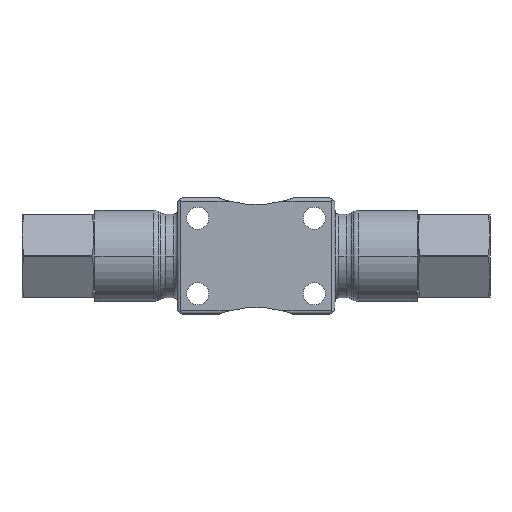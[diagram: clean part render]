
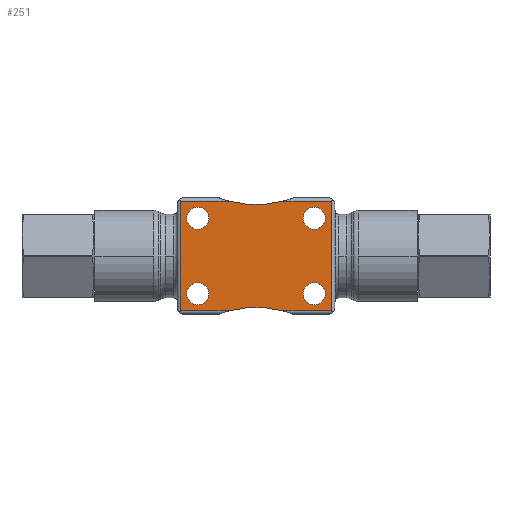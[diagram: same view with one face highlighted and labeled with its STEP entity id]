
A CAD part, front view. The second image highlights one B-rep face of the part: STEP entity #251.
In plain terms, the highlighted planar face has unit normal (0, -1, 0).
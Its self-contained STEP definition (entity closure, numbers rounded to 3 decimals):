
#251=ADVANCED_FACE('',(#689,#690,#691,#692,#693),#694,.F.);
#689=FACE_BOUND('',#1145,.T.);
#690=FACE_BOUND('',#1146,.T.);
#691=FACE_BOUND('',#1147,.T.);
#692=FACE_BOUND('',#1148,.T.);
#693=FACE_OUTER_BOUND('',#1149,.T.);
#694=PLANE('',#1150);
#1145=EDGE_LOOP('',(#2806,#2807));
#1146=EDGE_LOOP('',(#2808,#2809));
#1147=EDGE_LOOP('',(#2810,#2811));
#1148=EDGE_LOOP('',(#2812,#2813));
#1149=EDGE_LOOP('',(#2814,#2815,#2816,#2817,#2818,#2819,#2820,#2821));
#1150=AXIS2_PLACEMENT_3D('',#2822,#2823,#2824);
#2806=ORIENTED_EDGE('',*,*,#3162,.T.);
#2807=ORIENTED_EDGE('',*,*,#3157,.T.);
#2808=ORIENTED_EDGE('',*,*,#3199,.T.);
#2809=ORIENTED_EDGE('',*,*,#3149,.T.);
#2810=ORIENTED_EDGE('',*,*,#3212,.T.);
#2811=ORIENTED_EDGE('',*,*,#3141,.T.);
#2812=ORIENTED_EDGE('',*,*,#3225,.T.);
#2813=ORIENTED_EDGE('',*,*,#3133,.T.);
#2814=ORIENTED_EDGE('',*,*,#3435,.T.);
#2815=ORIENTED_EDGE('',*,*,#3445,.T.);
#2816=ORIENTED_EDGE('',*,*,#3457,.T.);
#2817=ORIENTED_EDGE('',*,*,#3458,.T.);
#2818=ORIENTED_EDGE('',*,*,#3449,.T.);
#2819=ORIENTED_EDGE('',*,*,#3459,.T.);
#2820=ORIENTED_EDGE('',*,*,#3460,.T.);
#2821=ORIENTED_EDGE('',*,*,#3438,.T.);
#2822=CARTESIAN_POINT('',(0.0,-9.099,0.0));
#2823=DIRECTION('',(0.0,1.0,0.0));
#2824=DIRECTION('',(0.0,0.0,1.0));
#3133=EDGE_CURVE('',#3841,#3853,#3855,.T.);
#3141=EDGE_CURVE('',#3857,#3869,#3871,.T.);
#3149=EDGE_CURVE('',#3873,#3885,#3887,.T.);
#3157=EDGE_CURVE('',#3889,#3901,#3903,.T.);
#3162=EDGE_CURVE('',#3901,#3889,#3911,.T.);
#3199=EDGE_CURVE('',#3885,#3873,#3970,.T.);
#3212=EDGE_CURVE('',#3869,#3857,#3990,.T.);
#3225=EDGE_CURVE('',#3853,#3841,#4010,.T.);
#3435=EDGE_CURVE('',#4303,#4301,#4304,.T.);
#3438=EDGE_CURVE('',#4308,#4303,#4309,.T.);
#3445=EDGE_CURVE('',#4301,#4319,#4321,.T.);
#3449=EDGE_CURVE('',#4327,#4324,#4328,.T.);
#3457=EDGE_CURVE('',#4319,#4339,#4340,.T.);
#3458=EDGE_CURVE('',#4339,#4327,#4341,.T.);
#3459=EDGE_CURVE('',#4324,#4342,#4343,.T.);
#3460=EDGE_CURVE('',#4342,#4308,#4344,.T.);
#3841=VERTEX_POINT('',#4979);
#3853=VERTEX_POINT('',#4994);
#3855=CIRCLE('',#4997,1.6);
#3857=VERTEX_POINT('',#4999);
#3869=VERTEX_POINT('',#5014);
#3871=CIRCLE('',#5017,1.6);
#3873=VERTEX_POINT('',#5019);
#3885=VERTEX_POINT('',#5034);
#3887=CIRCLE('',#5037,1.6);
#3889=VERTEX_POINT('',#5039);
#3901=VERTEX_POINT('',#5054);
#3903=CIRCLE('',#5057,1.6);
#3911=CIRCLE('',#5068,1.6);
#3970=CIRCLE('',#5181,1.6);
#3990=CIRCLE('',#5238,1.6);
#4010=CIRCLE('',#5295,1.6);
#4301=VERTEX_POINT('',#6348);
#4303=VERTEX_POINT('',#6367);
#4304=CIRCLE('',#6368,15.625);
#4308=VERTEX_POINT('',#6390);
#4309=LINE('',#6391,#6392);
#4319=VERTEX_POINT('',#6430);
#4321=LINE('',#6432,#6433);
#4324=VERTEX_POINT('',#6438);
#4327=VERTEX_POINT('',#6458);
#4328=CIRCLE('',#6459,15.625);
#4339=VERTEX_POINT('',#6493);
#4340=LINE('',#6494,#6495);
#4341=LINE('',#6496,#6497);
#4342=VERTEX_POINT('',#6498);
#4343=LINE('',#6499,#6500);
#4344=LINE('',#6501,#6502);
#4979=CARTESIAN_POINT('',(-6.9,-9.099,-5.5));
#4994=CARTESIAN_POINT('',(-10.1,-9.099,-5.5));
#4997=AXIS2_PLACEMENT_3D('',#7069,#7070,#7071);
#4999=CARTESIAN_POINT('',(-10.1,-9.099,5.5));
#5014=CARTESIAN_POINT('',(-6.9,-9.099,5.5));
#5017=AXIS2_PLACEMENT_3D('',#7085,#7086,#7087);
#5019=CARTESIAN_POINT('',(10.1,-9.099,-5.5));
#5034=CARTESIAN_POINT('',(6.9,-9.099,-5.5));
#5037=AXIS2_PLACEMENT_3D('',#7101,#7102,#7103);
#5039=CARTESIAN_POINT('',(6.9,-9.099,5.5));
#5054=CARTESIAN_POINT('',(10.1,-9.099,5.5));
#5057=AXIS2_PLACEMENT_3D('',#7117,#7118,#7119);
#5068=AXIS2_PLACEMENT_3D('',#7126,#7127,#7128);
#5181=AXIS2_PLACEMENT_3D('',#7183,#7184,#7185);
#5238=AXIS2_PLACEMENT_3D('',#7202,#7203,#7204);
#5295=AXIS2_PLACEMENT_3D('',#7221,#7222,#7223);
#6348=CARTESIAN_POINT('',(-3.921,-9.099,8.0));
#6367=CARTESIAN_POINT('',(3.921,-9.099,8.0));
#6368=AXIS2_PLACEMENT_3D('',#7578,#7579,#7580);
#6390=CARTESIAN_POINT('',(11.012,-9.099,8.0));
#6391=CARTESIAN_POINT('',(0.,-9.099,8.0));
#6392=VECTOR('',#7582,1.0);
#6430=CARTESIAN_POINT('',(-11.012,-9.099,8.0));
#6432=CARTESIAN_POINT('',(0.,-9.099,8.0));
#6433=VECTOR('',#7591,1.0);
#6438=CARTESIAN_POINT('',(3.921,-9.099,-8.0));
#6458=CARTESIAN_POINT('',(-3.921,-9.099,-8.0));
#6459=AXIS2_PLACEMENT_3D('',#7594,#7595,#7596);
#6493=CARTESIAN_POINT('',(-11.012,-9.099,-8.0));
#6494=CARTESIAN_POINT('',(-11.012,-9.099,0.));
#6495=VECTOR('',#7603,1.0);
#6496=CARTESIAN_POINT('',(0.,-9.099,-8.0));
#6497=VECTOR('',#7604,1.0);
#6498=CARTESIAN_POINT('',(11.012,-9.099,-8.0));
#6499=CARTESIAN_POINT('',(0.,-9.099,-8.0));
#6500=VECTOR('',#7605,1.0);
#6501=CARTESIAN_POINT('',(11.012,-9.099,0.));
#6502=VECTOR('',#7606,1.0);
#7069=CARTESIAN_POINT('',(-8.5,-9.099,-5.5));
#7070=DIRECTION('',(-0.0,1.0,0.0));
#7071=DIRECTION('',(1.0,0.0,0.0));
#7085=CARTESIAN_POINT('',(-8.5,-9.099,5.5));
#7086=DIRECTION('',(0.0,1.0,0.0));
#7087=DIRECTION('',(-1.0,0.0,0.));
#7101=CARTESIAN_POINT('',(8.5,-9.099,-5.5));
#7102=DIRECTION('',(-0.0,1.0,0.0));
#7103=DIRECTION('',(1.0,0.0,0.0));
#7117=CARTESIAN_POINT('',(8.5,-9.099,5.5));
#7118=DIRECTION('',(0.0,1.0,0.0));
#7119=DIRECTION('',(-1.0,0.0,0.));
#7126=CARTESIAN_POINT('',(8.5,-9.099,5.5));
#7127=DIRECTION('',(0.0,1.0,0.0));
#7128=DIRECTION('',(-1.0,0.0,0.));
#7183=CARTESIAN_POINT('',(8.5,-9.099,-5.5));
#7184=DIRECTION('',(-0.0,1.0,0.0));
#7185=DIRECTION('',(1.0,0.0,0.0));
#7202=CARTESIAN_POINT('',(-8.5,-9.099,5.5));
#7203=DIRECTION('',(0.0,1.0,0.0));
#7204=DIRECTION('',(-1.0,0.0,0.));
#7221=CARTESIAN_POINT('',(-8.5,-9.099,-5.5));
#7222=DIRECTION('',(-0.0,1.0,0.0));
#7223=DIRECTION('',(1.0,0.0,0.0));
#7578=CARTESIAN_POINT('',(0.0,-9.099,23.125));
#7579=DIRECTION('',(-0.0,1.0,0.0));
#7580=DIRECTION('',(1.0,0.0,0.0));
#7582=DIRECTION('',(-1.0,0.,0.));
#7591=DIRECTION('',(-1.0,0.,0.));
#7594=CARTESIAN_POINT('',(0.0,-9.099,-23.125));
#7595=DIRECTION('',(-0.0,1.0,0.0));
#7596=DIRECTION('',(1.0,0.0,0.0));
#7603=DIRECTION('',(0.,0.,-1.0));
#7604=DIRECTION('',(1.0,0.,0.));
#7605=DIRECTION('',(1.0,0.,0.));
#7606=DIRECTION('',(0.0,0.,1.0));
